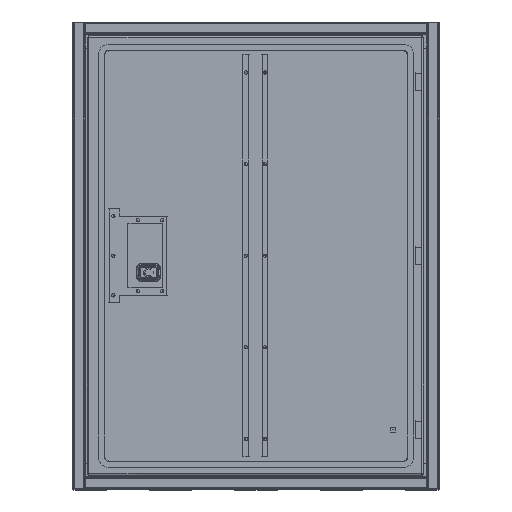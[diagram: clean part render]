
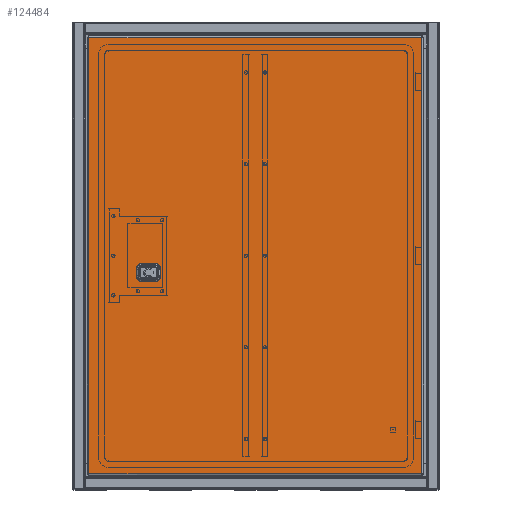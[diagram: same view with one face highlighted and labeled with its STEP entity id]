
A CAD part, top view. The second image highlights one B-rep face of the part: STEP entity #124484.
In plain terms, the highlighted planar face has unit normal (0, 0, 1).
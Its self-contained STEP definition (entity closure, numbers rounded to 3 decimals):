
#661 = EDGE_LOOP ( 'NONE', ( #64936, #201607, #217654, #155757, #71149, #203770, #69780, #116915, #33745 ) ) ;
#6650 = CARTESIAN_POINT ( 'NONE',  ( -273.6, 740.399, -4.6 ) ) ;
#9279 = LINE ( 'NONE', #144799, #116893 ) ;
#9805 = DIRECTION ( 'NONE',  ( 0., 0., 1. ) ) ;
#10028 = DIRECTION ( 'NONE',  ( 1., 0., 0. ) ) ;
#11621 = CARTESIAN_POINT ( 'NONE',  ( 271.4, 24.901, -4.6 ) ) ;
#14395 = VERTEX_POINT ( 'NONE', #26192 ) ;
#14993 = DIRECTION ( 'NONE',  ( 0., 0., 1. ) ) ;
#16431 = LINE ( 'NONE', #119967, #142307 ) ;
#16789 = AXIS2_PLACEMENT_3D ( 'NONE', #116765, #132210, #114590 ) ;
#17080 = VERTEX_POINT ( 'NONE', #22588 ) ;
#18777 = EDGE_CURVE ( 'NONE', #174477, #207926, #16431, .T. ) ;
#19610 = LINE ( 'NONE', #216951, #96982 ) ;
#19933 = LINE ( 'NONE', #6650, #70372 ) ;
#22588 = CARTESIAN_POINT ( 'NONE',  ( 271.4, 25.9, -4.6 ) ) ;
#24891 = AXIS2_PLACEMENT_3D ( 'NONE', #42329, #58848, #39096 ) ;
#26192 = CARTESIAN_POINT ( 'NONE',  ( -186.6, 351.65, -4.6 ) ) ;
#31520 = DIRECTION ( 'NONE',  ( 1., 0., 0. ) ) ;
#31649 = AXIS2_PLACEMENT_3D ( 'NONE', #61310, #112050, #31520 ) ;
#33745 = ORIENTED_EDGE ( 'NONE', *, *, #205263, .F. ) ;
#34053 = VERTEX_POINT ( 'NONE', #41352 ) ;
#37081 = VERTEX_POINT ( 'NONE', #72428 ) ;
#39096 = DIRECTION ( 'NONE',  ( -1., 0., 0. ) ) ;
#41352 = CARTESIAN_POINT ( 'NONE',  ( -162.1, 355.15, -4.6 ) ) ;
#41637 = EDGE_LOOP ( 'NONE', ( #198940, #56575, #107569, #114539 ) ) ;
#42329 = CARTESIAN_POINT ( 'NONE',  ( -276.6, 22.9, -4.6 ) ) ;
#43319 = EDGE_CURVE ( 'NONE', #14395, #98230, #19610, .T. ) ;
#45868 = CARTESIAN_POINT ( 'NONE',  ( -165.6, 355.15, -4.6 ) ) ;
#46627 = AXIS2_PLACEMENT_3D ( 'NONE', #45868, #14993, #197934 ) ;
#47922 = DIRECTION ( 'NONE',  ( -1., 0., 0. ) ) ;
#50469 = DIRECTION ( 'NONE',  ( 1., 0., 0. ) ) ;
#52864 = CIRCLE ( 'NONE', #31649, 7.5 ) ;
#54250 = DIRECTION ( 'NONE',  ( 1., 0., 0. ) ) ;
#55279 = VECTOR ( 'NONE', #146071, 1000. ) ;
#56397 = VECTOR ( 'NONE', #47922, 1000. ) ;
#56575 = ORIENTED_EDGE ( 'NONE', *, *, #190999, .T. ) ;
#58144 = VERTEX_POINT ( 'NONE', #167564 ) ;
#58848 = DIRECTION ( 'NONE',  ( 0., 0., -1. ) ) ;
#61310 = CARTESIAN_POINT ( 'NONE',  ( -176.1, 355.15, -4.6 ) ) ;
#64626 = DIRECTION ( 'NONE',  ( 1., 0., 0. ) ) ;
#64936 = ORIENTED_EDGE ( 'NONE', *, *, #43319, .F. ) ;
#65974 = AXIS2_PLACEMENT_3D ( 'NONE', #118968, #66111, #170761 ) ;
#66111 = DIRECTION ( 'NONE',  ( 0., 0., -1. ) ) ;
#67858 = VERTEX_POINT ( 'NONE', #90538 ) ;
#68261 = AXIS2_PLACEMENT_3D ( 'NONE', #148377, #215614, #64626 ) ;
#69158 = LINE ( 'NONE', #201395, #200746 ) ;
#69210 = CIRCLE ( 'NONE', #72690, 3.5 ) ;
#69780 = ORIENTED_EDGE ( 'NONE', *, *, #127387, .F. ) ;
#70258 = DIRECTION ( 'NONE',  ( -1., 0., 0. ) ) ;
#70372 = VECTOR ( 'NONE', #72809, 1000. ) ;
#70539 = ORIENTED_EDGE ( 'NONE', *, *, #89158, .T. ) ;
#70732 = VERTEX_POINT ( 'NONE', #81039 ) ;
#71149 = ORIENTED_EDGE ( 'NONE', *, *, #18777, .F. ) ;
#72428 = CARTESIAN_POINT ( 'NONE',  ( -273.6, 739.4, -4.6 ) ) ;
#72690 = AXIS2_PLACEMENT_3D ( 'NONE', #179727, #161005, #10028 ) ;
#72809 = DIRECTION ( 'NONE',  ( 0., -1., 0. ) ) ;
#81039 = CARTESIAN_POINT ( 'NONE',  ( 223.9, 97.9, -4.6 ) ) ;
#86131 = EDGE_CURVE ( 'NONE', #216264, #14395, #69210, .T. ) ;
#86144 = VERTEX_POINT ( 'NONE', #127911 ) ;
#88099 = CARTESIAN_POINT ( 'NONE',  ( -165.6, 358.65, -4.6 ) ) ;
#89158 = EDGE_CURVE ( 'NONE', #199903, #70732, #150501, .T. ) ;
#90538 = CARTESIAN_POINT ( 'NONE',  ( -165.6, 351.65, -4.6 ) ) ;
#93031 = FACE_OUTER_BOUND ( 'NONE', #41637, .T. ) ;
#96099 = ORIENTED_EDGE ( 'NONE', *, *, #193578, .T. ) ;
#96502 = CARTESIAN_POINT ( 'NONE',  ( 224.9, 97.9, -4.6 ) ) ;
#96982 = VECTOR ( 'NONE', #50469, 1000. ) ;
#97250 = VERTEX_POINT ( 'NONE', #199602 ) ;
#98230 = VERTEX_POINT ( 'NONE', #177708 ) ;
#100181 = DIRECTION ( 'NONE',  ( -1., 0., 0. ) ) ;
#107569 = ORIENTED_EDGE ( 'NONE', *, *, #143941, .T. ) ;
#108479 = FACE_BOUND ( 'NONE', #661, .T. ) ;
#112050 = DIRECTION ( 'NONE',  ( 0., 0., 1. ) ) ;
#114030 = EDGE_CURVE ( 'NONE', #58144, #67858, #124740, .T. ) ;
#114539 = ORIENTED_EDGE ( 'NONE', *, *, #138120, .T. ) ;
#114590 = DIRECTION ( 'NONE',  ( -1., 0., 0. ) ) ;
#116765 = CARTESIAN_POINT ( 'NONE',  ( 224.4, 97.9, -4.6 ) ) ;
#116893 = VECTOR ( 'NONE', #143727, 1000. ) ;
#116915 = ORIENTED_EDGE ( 'NONE', *, *, #114030, .F. ) ;
#117992 = CIRCLE ( 'NONE', #68261, 7.5 ) ;
#118968 = CARTESIAN_POINT ( 'NONE',  ( 224.4, 97.9, -4.6 ) ) ;
#119967 = CARTESIAN_POINT ( 'NONE',  ( -169.467, 358.65, -4.6 ) ) ;
#122399 = EDGE_CURVE ( 'NONE', #167147, #216264, #131695, .T. ) ;
#122521 = CARTESIAN_POINT ( 'NONE',  ( -182.733, 358.65, -4.6 ) ) ;
#124484 = ADVANCED_FACE ( 'NONE', ( #159155, #108479, #93031 ), #126078, .F. ) ;
#124740 = LINE ( 'NONE', #172225, #167221 ) ;
#126078 = PLANE ( 'NONE',  #24891 ) ;
#127387 = EDGE_CURVE ( 'NONE', #67858, #34053, #155425, .T. ) ;
#127882 = EDGE_CURVE ( 'NONE', #86144, #17080, #9279, .T. ) ;
#127911 = CARTESIAN_POINT ( 'NONE',  ( -273.6, 25.9, -4.6 ) ) ;
#131695 = LINE ( 'NONE', #198904, #56397 ) ;
#132210 = DIRECTION ( 'NONE',  ( 0., 0., -1. ) ) ;
#137813 = AXIS2_PLACEMENT_3D ( 'NONE', #160772, #9805, #180569 ) ;
#138120 = EDGE_CURVE ( 'NONE', #37081, #86144, #19933, .T. ) ;
#142307 = VECTOR ( 'NONE', #100181, 1000. ) ;
#143727 = DIRECTION ( 'NONE',  ( 1., 0., 0. ) ) ;
#143941 = EDGE_CURVE ( 'NONE', #97250, #37081, #69158, .T. ) ;
#144799 = CARTESIAN_POINT ( 'NONE',  ( -274.599, 25.9, -4.6 ) ) ;
#146071 = DIRECTION ( 'NONE',  ( 0., 1., 0. ) ) ;
#148377 = CARTESIAN_POINT ( 'NONE',  ( -176.1, 355.15, -4.6 ) ) ;
#149499 = EDGE_CURVE ( 'NONE', #207926, #167147, #117992, .T. ) ;
#150501 = CIRCLE ( 'NONE', #16789, 0.5 ) ;
#155425 = CIRCLE ( 'NONE', #137813, 3.5 ) ;
#155757 = ORIENTED_EDGE ( 'NONE', *, *, #149499, .F. ) ;
#159155 = FACE_BOUND ( 'NONE', #216809, .T. ) ;
#160772 = CARTESIAN_POINT ( 'NONE',  ( -165.6, 355.15, -4.6 ) ) ;
#161005 = DIRECTION ( 'NONE',  ( 0., 0., 1. ) ) ;
#167147 = VERTEX_POINT ( 'NONE', #122521 ) ;
#167221 = VECTOR ( 'NONE', #54250, 1000. ) ;
#167564 = CARTESIAN_POINT ( 'NONE',  ( -169.467, 351.65, -4.6 ) ) ;
#170761 = DIRECTION ( 'NONE',  ( -1., 0., 0. ) ) ;
#172225 = CARTESIAN_POINT ( 'NONE',  ( -169.467, 351.65, -4.6 ) ) ;
#174477 = VERTEX_POINT ( 'NONE', #88099 ) ;
#177708 = CARTESIAN_POINT ( 'NONE',  ( -182.733, 351.65, -4.6 ) ) ;
#179727 = CARTESIAN_POINT ( 'NONE',  ( -186.6, 355.15, -4.6 ) ) ;
#180569 = DIRECTION ( 'NONE',  ( 1., 0., 0. ) ) ;
#183609 = EDGE_CURVE ( 'NONE', #34053, #174477, #184014, .T. ) ;
#184014 = CIRCLE ( 'NONE', #46627, 3.5 ) ;
#190999 = EDGE_CURVE ( 'NONE', #17080, #97250, #209245, .T. ) ;
#193578 = EDGE_CURVE ( 'NONE', #70732, #199903, #210245, .T. ) ;
#197934 = DIRECTION ( 'NONE',  ( 1., 0., 0. ) ) ;
#198904 = CARTESIAN_POINT ( 'NONE',  ( -186.6, 358.65, -4.6 ) ) ;
#198940 = ORIENTED_EDGE ( 'NONE', *, *, #127882, .T. ) ;
#199602 = CARTESIAN_POINT ( 'NONE',  ( 271.4, 739.4, -4.6 ) ) ;
#199903 = VERTEX_POINT ( 'NONE', #96502 ) ;
#200746 = VECTOR ( 'NONE', #70258, 1000. ) ;
#201395 = CARTESIAN_POINT ( 'NONE',  ( 272.399, 739.4, -4.6 ) ) ;
#201607 = ORIENTED_EDGE ( 'NONE', *, *, #86131, .F. ) ;
#201766 = CARTESIAN_POINT ( 'NONE',  ( -169.467, 358.65, -4.6 ) ) ;
#203770 = ORIENTED_EDGE ( 'NONE', *, *, #183609, .F. ) ;
#205263 = EDGE_CURVE ( 'NONE', #98230, #58144, #52864, .T. ) ;
#207554 = CARTESIAN_POINT ( 'NONE',  ( -186.6, 358.65, -4.6 ) ) ;
#207926 = VERTEX_POINT ( 'NONE', #201766 ) ;
#209245 = LINE ( 'NONE', #11621, #55279 ) ;
#210245 = CIRCLE ( 'NONE', #65974, 0.5 ) ;
#215614 = DIRECTION ( 'NONE',  ( 0., 0., 1. ) ) ;
#216264 = VERTEX_POINT ( 'NONE', #207554 ) ;
#216809 = EDGE_LOOP ( 'NONE', ( #96099, #70539 ) ) ;
#216951 = CARTESIAN_POINT ( 'NONE',  ( -186.6, 351.65, -4.6 ) ) ;
#217654 = ORIENTED_EDGE ( 'NONE', *, *, #122399, .F. ) ;
